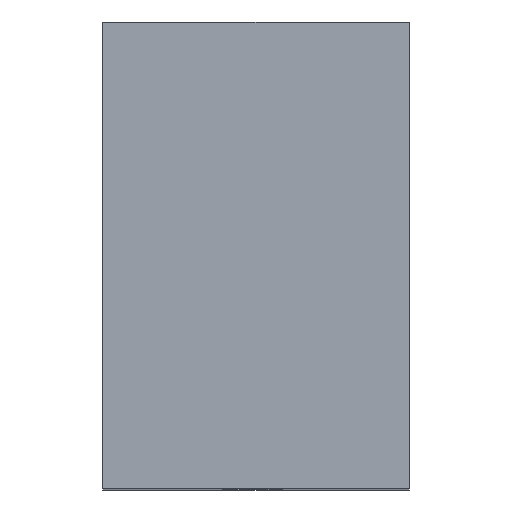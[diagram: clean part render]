
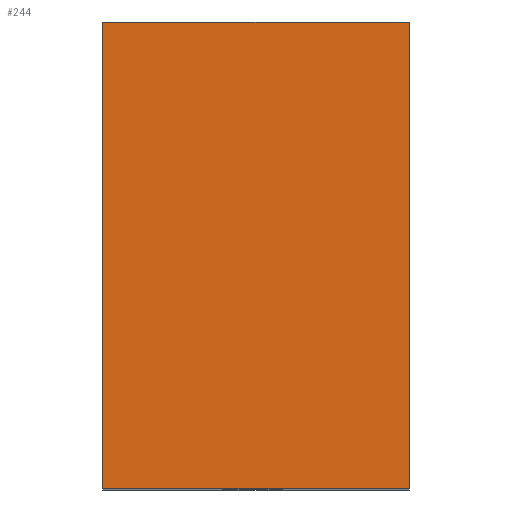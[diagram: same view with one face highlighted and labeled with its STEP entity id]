
A CAD part, top view. The second image highlights one B-rep face of the part: STEP entity #244.
In plain terms, the highlighted planar face has unit normal (0, 0, 1).
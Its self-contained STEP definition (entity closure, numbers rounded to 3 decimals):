
#16=LINE('',#537,#28);
#24=LINE('',#552,#36);
#25=LINE('',#554,#37);
#26=LINE('',#555,#38);
#28=VECTOR('',#311,12.);
#36=VECTOR('',#323,12.);
#37=VECTOR('',#326,7.9);
#38=VECTOR('',#327,7.9);
#42=PLANE('',#269);
#80=FACE_OUTER_BOUND('',#110,.T.);
#110=EDGE_LOOP('',(#211,#212,#213,#214));
#142=VERTEX_POINT('',#534);
#143=VERTEX_POINT('',#536);
#147=VERTEX_POINT('',#548);
#148=VERTEX_POINT('',#550);
#164=EDGE_CURVE('',#142,#143,#16,.T.);
#172=EDGE_CURVE('',#147,#148,#24,.T.);
#173=EDGE_CURVE('',#142,#147,#25,.T.);
#174=EDGE_CURVE('',#143,#148,#26,.T.);
#211=ORIENTED_EDGE('',*,*,#173,.T.);
#212=ORIENTED_EDGE('',*,*,#172,.T.);
#213=ORIENTED_EDGE('',*,*,#174,.F.);
#214=ORIENTED_EDGE('',*,*,#164,.F.);
#244=ADVANCED_FACE('',(#80),#42,.T.);
#269=AXIS2_PLACEMENT_3D('',#553,#324,#325);
#311=DIRECTION('',(0.,-1.,0.));
#323=DIRECTION('',(0.,-1.,0.));
#324=DIRECTION('center_axis',(0.,0.,1.));
#325=DIRECTION('ref_axis',(-1.,0.,0.));
#326=DIRECTION('',(-1.,0.,0.));
#327=DIRECTION('',(-1.,0.,0.));
#534=CARTESIAN_POINT('',(0.,0.,0.));
#536=CARTESIAN_POINT('',(0.,-12.,0.));
#537=CARTESIAN_POINT('',(0.,0.,0.));
#548=CARTESIAN_POINT('',(-7.9,0.,0.));
#550=CARTESIAN_POINT('',(-7.9,-12.,0.));
#552=CARTESIAN_POINT('',(-7.9,0.,0.));
#553=CARTESIAN_POINT('Origin',(0.,0.,0.));
#554=CARTESIAN_POINT('',(0.,0.,0.));
#555=CARTESIAN_POINT('',(0.,-12.,0.));
